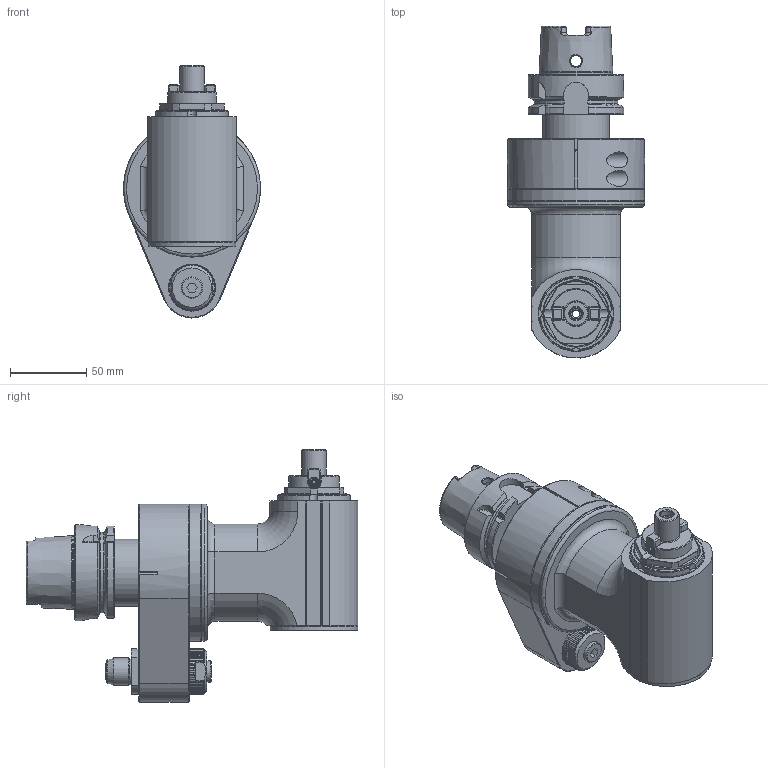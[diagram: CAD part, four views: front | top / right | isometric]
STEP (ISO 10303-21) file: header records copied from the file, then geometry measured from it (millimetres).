
FILE_DESCRIPTION(/* description */ (''),/* implementation_level */ '2;1');
FILE_NAME(/* name */ '9.G90.16000-12H63-SM16MM.stp',/* time_stamp */ '2024-05-29T11:30:51-04:00',/* author */ ('jkrenzer'),/* organization */ (''),/* preprocessor_version */ 'ST-DEVELOPER v18.1',/* originating_system */ 'Autodesk Inventor 2022',/* authorisation */ '');
FILE_SCHEMA (('AUTOMOTIVE_DESIGN { 1 0 10303 214 3 1 1 }'));
Length unit declared in the file: millimetre
Products named in the file (3): 9.G90.16000-12H63-SM16MM; 9_GA1_566_1   (Classic, Type 1, HSK63A, 65mm); 9_G90_16000_16SM
Assembly tree (2 placements, depth 2):
  9.G90.16000-12H63-SM16MM
    9_GA1_566_1   (Classic, Type 1, HSK63A, 65mm)
    9_G90_16000_16SM
Bounding box: 90 x 217.88 x 165.5 mm (x, y, z)
Volume: 610007.4 mm3; surface area: 171179.5 mm2
Topology: 21 solids, 26 shells, 1404 faces, 3690 edges, 2398 vertices
Faces by surface type: plane 834, cylinder 235, cone 205, bspline 73, torus 41, sphere 16
Full cylindrical faces by diameter (mm): 2.5 x2, 3.3 x4, 4 x4, 4.2 x7, 5 x5, 5.5 x2, 6 x5, 6.8 x1, 7 x2, 7.5 x2, 7.8 x4, 8 x1, 8.5 x4, 10 x3, 10.5 x2, 11 x1, 12 x1, 14 x2, 15 x1, 15.2 x1, 16 x2, 16.92 x1, 17 x1, 18 x4, 18.325 x1, 18.5 x1, 18.665 x1, 19 x1, 20 x4, 20.5 x1
Entity records: 48920 total; most frequent: CARTESIAN_POINT 14326, ORIENTED_EDGE 7287, DIRECTION 6978, EDGE_CURVE 3646, VERTEX_POINT 2398, AXIS2_PLACEMENT_3D 2355, LINE 2268, VECTOR 2268
